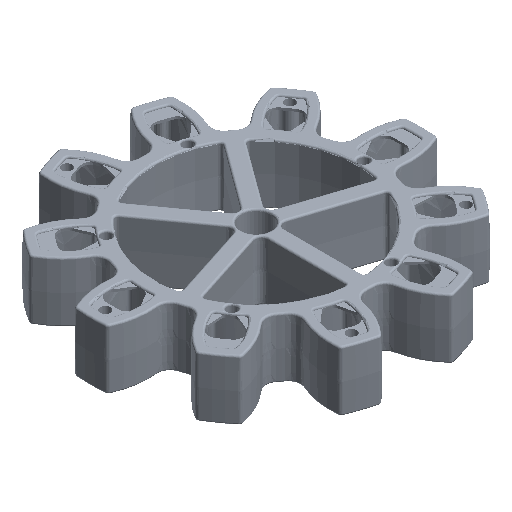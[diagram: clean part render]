
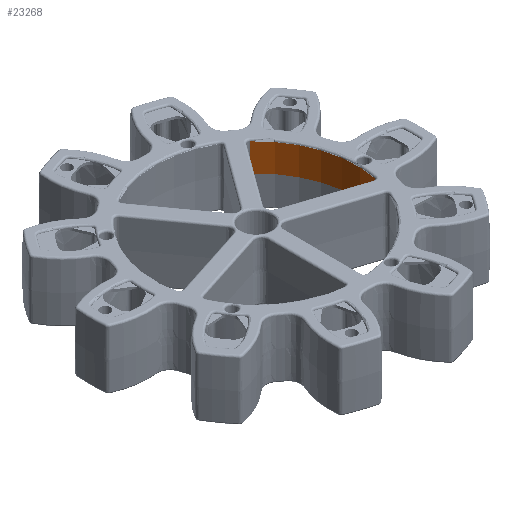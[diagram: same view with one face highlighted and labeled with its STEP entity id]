
A CAD part, isometric view. The second image highlights one B-rep face of the part: STEP entity #23268.
In plain terms, the highlighted conical face has half-angle 1 degrees and reference radius 85.039 mm.
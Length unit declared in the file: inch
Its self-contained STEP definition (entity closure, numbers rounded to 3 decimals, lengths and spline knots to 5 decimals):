
#1001=CONICAL_SURFACE('',#26591,3.348,0.017);
#1443=LINE('',#37998,#2552);
#1444=LINE('',#38001,#2553);
#2552=VECTOR('',#29459,39.37008);
#2553=VECTOR('',#29462,39.37008);
#4607=FACE_OUTER_BOUND('',#6117,.T.);
#6117=EDGE_LOOP('',(#18871,#18872,#18873,#18874));
#7233=CIRCLE('',#24430,3.34911);
#7912=CIRCLE('',#25334,3.36545);
#9331=VERTEX_POINT('',#36421);
#9332=VERTEX_POINT('',#36425);
#9823=VERTEX_POINT('',#37996);
#9824=VERTEX_POINT('',#38000);
#11801=EDGE_CURVE('',#9331,#9332,#7233,.T.);
#12338=EDGE_CURVE('',#9332,#9823,#1443,.T.);
#12339=EDGE_CURVE('',#9331,#9824,#1444,.T.);
#12753=EDGE_CURVE('',#9823,#9824,#7912,.T.);
#18871=ORIENTED_EDGE('',*,*,#12339,.F.);
#18872=ORIENTED_EDGE('',*,*,#11801,.T.);
#18873=ORIENTED_EDGE('',*,*,#12338,.T.);
#18874=ORIENTED_EDGE('',*,*,#12753,.T.);
#23268=ADVANCED_FACE('',(#4607),#1001,.F.);
#24430=AXIS2_PLACEMENT_3D('',#36530,#28247,#28248);
#25334=AXIS2_PLACEMENT_3D('',#39089,#30282,#30283);
#26591=AXIS2_PLACEMENT_3D('',#42281,#33218,#33219);
#28247=DIRECTION('center_axis',(0.,0.,1.));
#28248=DIRECTION('ref_axis',(-1.,0.,0.));
#29459=DIRECTION('',(0.012,0.013,-1.));
#29462=DIRECTION('',(0.017,-0.004,-1.));
#30282=DIRECTION('center_axis',(0.,0.,-1.));
#30283=DIRECTION('ref_axis',(1.,0.,0.));
#33218=DIRECTION('center_axis',(0.,0.,-1.));
#33219=DIRECTION('ref_axis',(-0.309,0.951,0.));
#36421=CARTESIAN_POINT('',(3.27999,-0.67687,0.93641));
#36425=CARTESIAN_POINT('',(2.27305,2.45963,0.93641));
#36530=CARTESIAN_POINT('Origin',(0.,0.,0.93641));
#37996=CARTESIAN_POINT('',(2.28414,2.47163,0.));
#37998=CARTESIAN_POINT('',(2.27229,2.45881,1.));
#38000=CARTESIAN_POINT('',(3.296,-0.68018,0.));
#38001=CARTESIAN_POINT('',(3.27891,-0.67665,1.));
#39089=CARTESIAN_POINT('Origin',(0.,0.,0.));
#42281=CARTESIAN_POINT('Origin',(0.,0.,1.));
